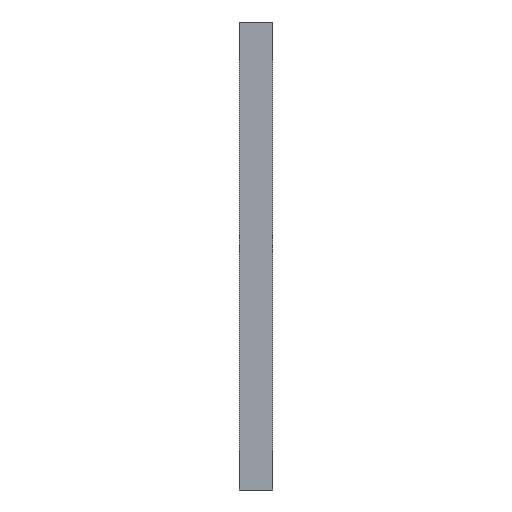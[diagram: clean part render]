
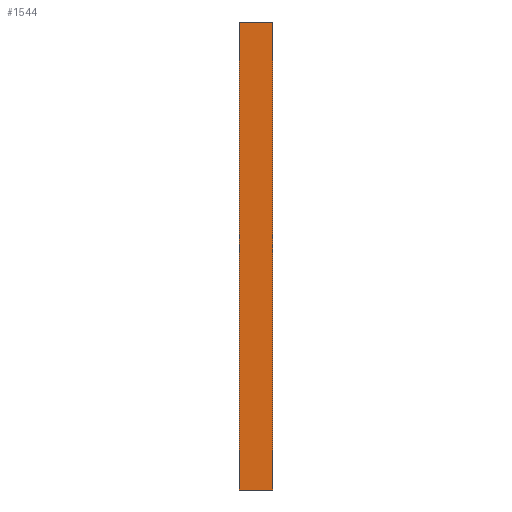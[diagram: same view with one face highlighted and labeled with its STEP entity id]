
A CAD part, left-side view. The second image highlights one B-rep face of the part: STEP entity #1544.
In plain terms, the highlighted planar face has unit normal (-1, 0, 0).
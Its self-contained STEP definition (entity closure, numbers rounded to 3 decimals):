
#298=FACE_OUTER_BOUND('',#388,.T.);
#388=EDGE_LOOP('',(#1323,#1324,#1325,#1326));
#528=LINE('',#2806,#640);
#536=LINE('',#2821,#648);
#537=LINE('',#2823,#649);
#538=LINE('',#2824,#650);
#640=VECTOR('',#2024,10.);
#648=VECTOR('',#2036,10.);
#649=VECTOR('',#2039,10.);
#650=VECTOR('',#2040,10.);
#788=VERTEX_POINT('',#2803);
#789=VERTEX_POINT('',#2805);
#793=VERTEX_POINT('',#2817);
#794=VERTEX_POINT('',#2819);
#1000=EDGE_CURVE('',#788,#789,#528,.T.);
#1008=EDGE_CURVE('',#793,#794,#536,.T.);
#1009=EDGE_CURVE('',#788,#793,#537,.T.);
#1010=EDGE_CURVE('',#789,#794,#538,.T.);
#1323=ORIENTED_EDGE('',*,*,#1009,.T.);
#1324=ORIENTED_EDGE('',*,*,#1008,.T.);
#1325=ORIENTED_EDGE('',*,*,#1010,.F.);
#1326=ORIENTED_EDGE('',*,*,#1000,.F.);
#1466=PLANE('',#1681);
#1544=ADVANCED_FACE('',(#298),#1466,.T.);
#1681=AXIS2_PLACEMENT_3D('',#2822,#2037,#2038);
#2024=DIRECTION('',(0.,1.,0.));
#2036=DIRECTION('',(0.,1.,0.));
#2037=DIRECTION('center_axis',(-1.,0.,0.));
#2038=DIRECTION('ref_axis',(0.,0.,1.));
#2039=DIRECTION('',(0.,0.,1.));
#2040=DIRECTION('',(0.,0.,1.));
#2803=CARTESIAN_POINT('',(-569.5,650.,20.5));
#2805=CARTESIAN_POINT('',(-569.5,655.,20.5));
#2806=CARTESIAN_POINT('',(-569.5,650.,20.5));
#2817=CARTESIAN_POINT('',(-569.5,650.,89.5));
#2819=CARTESIAN_POINT('',(-569.5,655.,89.5));
#2821=CARTESIAN_POINT('',(-569.5,650.,89.5));
#2822=CARTESIAN_POINT('Origin',(-569.5,650.,20.5));
#2823=CARTESIAN_POINT('',(-569.5,650.,20.5));
#2824=CARTESIAN_POINT('',(-569.5,655.,20.5));
